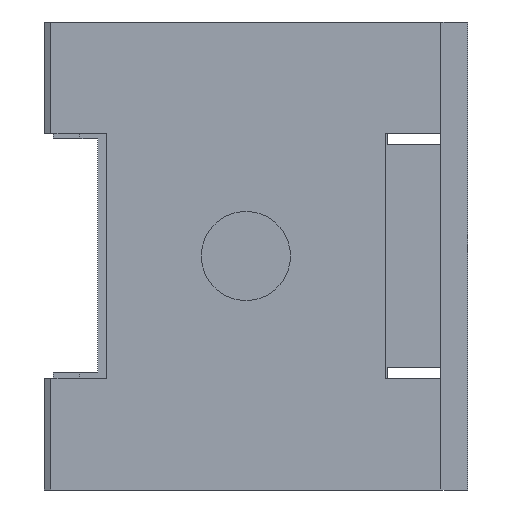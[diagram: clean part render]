
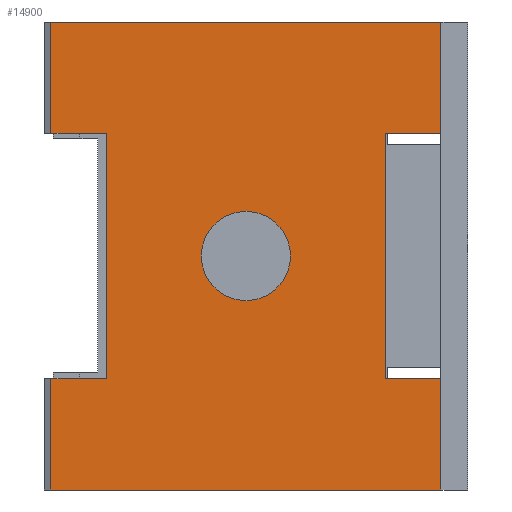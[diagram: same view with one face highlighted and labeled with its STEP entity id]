
A CAD part, front view. The second image highlights one B-rep face of the part: STEP entity #14900.
In plain terms, the highlighted planar face has unit normal (0, -1, 0).
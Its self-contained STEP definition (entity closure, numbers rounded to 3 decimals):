
#280=CARTESIAN_POINT('',(316.803,194.041,0.));
#290=VERTEX_POINT('',#280);
#320=CARTESIAN_POINT('',(301.303,194.041,0.));
#330=DIRECTION('',(1.,0.,0.));
#340=VECTOR('',#330,1.);
#350=LINE('',#320,#340);
#360=CARTESIAN_POINT('',(299.303,194.041,0.));
#370=VERTEX_POINT('',#360);
#380=EDGE_CURVE('',#370,#290,#350,.T.);
#2460=CARTESIAN_POINT('',(299.303,194.041,-5.));
#2470=VERTEX_POINT('',#2460);
#2590=CARTESIAN_POINT('',(299.303,194.041,0.));
#2600=DIRECTION('',(0.,0.,1.));
#2610=VECTOR('',#2600,1.);
#2620=LINE('',#2590,#2610);
#2630=EDGE_CURVE('',#2470,#370,#2620,.T.);
#4520=CARTESIAN_POINT('',(314.303,194.041,-16.));
#4530=VERTEX_POINT('',#4520);
#4560=CARTESIAN_POINT('',(314.303,194.041,0.));
#4570=DIRECTION('',(0.,0.,-1.));
#4580=VECTOR('',#4570,1.);
#4590=LINE('',#4560,#4580);
#4600=CARTESIAN_POINT('',(314.303,194.041,-5.));
#4610=VERTEX_POINT('',#4600);
#4620=EDGE_CURVE('',#4610,#4530,#4590,.T.);
#5370=CARTESIAN_POINT('',(301.803,194.041,-5.));
#5380=VERTEX_POINT('',#5370);
#5410=CARTESIAN_POINT('',(301.803,194.041,0.));
#5420=DIRECTION('',(0.,0.,1.));
#5430=VECTOR('',#5420,1.);
#5440=LINE('',#5410,#5430);
#5450=CARTESIAN_POINT('',(301.803,194.041,-16.));
#5460=VERTEX_POINT('',#5450);
#5470=EDGE_CURVE('',#5460,#5380,#5440,.T.);
#11460=CARTESIAN_POINT('',(316.803,194.041,0.));
#11470=DIRECTION('',(0.,0.,1.));
#11480=VECTOR('',#11470,1.);
#11490=LINE('',#11460,#11480);
#11500=CARTESIAN_POINT('',(316.803,194.041,-5.));
#11510=VERTEX_POINT('',#11500);
#11520=EDGE_CURVE('',#11510,#290,#11490,.T.);
#11870=CARTESIAN_POINT('',(0.,194.041,-5.));
#11880=DIRECTION('',(1.,0.,0.));
#11890=VECTOR('',#11880,1.);
#11900=LINE('',#11870,#11890);
#11910=EDGE_CURVE('',#2470,#5380,#11900,.T.);
#13460=CARTESIAN_POINT('',(0.,194.041,-16.));
#13470=DIRECTION('',(-1.,0.,0.));
#13480=VECTOR('',#13470,1.);
#13490=LINE('',#13460,#13480);
#13500=CARTESIAN_POINT('',(299.303,194.041,-16.));
#13510=VERTEX_POINT('',#13500);
#13520=EDGE_CURVE('',#5460,#13510,#13490,.T.);
#14250=CARTESIAN_POINT('',(301.303,194.041,0.));
#14260=DIRECTION('',(-0.,-1.,-0.));
#14270=DIRECTION('',(-1.,0.,0.));
#14280=AXIS2_PLACEMENT_3D('',#14250,#14260,#14270);
#14290=PLANE('',#14280);
#14300=CARTESIAN_POINT('',(308.053,194.041,-10.5));
#14310=DIRECTION('',(0.,-1.,0.));
#14320=DIRECTION('',(1.,0.,0.));
#14330=AXIS2_PLACEMENT_3D('',#14300,#14310,#14320);
#14340=CIRCLE('',#14330,1.75);
#14350=CARTESIAN_POINT('',(309.803,194.041,-10.5));
#14360=VERTEX_POINT('',#14350);
#14370=CARTESIAN_POINT('',(306.303,194.041,-10.5));
#14380=VERTEX_POINT('',#14370);
#14390=EDGE_CURVE('',#14360,#14380,#14340,.T.);
#14400=ORIENTED_EDGE('',*,*,#14390,.F.);
#14410=EDGE_CURVE('',#14380,#14360,#14340,.T.);
#14420=ORIENTED_EDGE('',*,*,#14410,.F.);
#14430=EDGE_LOOP('',(#14420,#14400));
#14440=FACE_BOUND('',#14430,.T.);
#14450=ORIENTED_EDGE('',*,*,#13520,.T.);
#14460=ORIENTED_EDGE('',*,*,#5470,.F.);
#14470=ORIENTED_EDGE('',*,*,#11910,.T.);
#14480=ORIENTED_EDGE('',*,*,#2630,.F.);
#14490=ORIENTED_EDGE('',*,*,#380,.F.);
#14500=ORIENTED_EDGE('',*,*,#11520,.T.);
#14510=CARTESIAN_POINT('',(0.,194.041,-5.));
#14520=DIRECTION('',(1.,0.,0.));
#14530=VECTOR('',#14520,1.);
#14540=LINE('',#14510,#14530);
#14550=EDGE_CURVE('',#4610,#11510,#14540,.T.);
#14560=ORIENTED_EDGE('',*,*,#14550,.T.);
#14570=ORIENTED_EDGE('',*,*,#4620,.F.);
#14580=CARTESIAN_POINT('',(0.,194.041,-16.));
#14590=DIRECTION('',(-1.,0.,0.));
#14600=VECTOR('',#14590,1.);
#14610=LINE('',#14580,#14600);
#14620=CARTESIAN_POINT('',(316.803,194.041,-16.));
#14630=VERTEX_POINT('',#14620);
#14640=EDGE_CURVE('',#14630,#4530,#14610,.T.);
#14650=ORIENTED_EDGE('',*,*,#14640,.T.);
#14660=CARTESIAN_POINT('',(316.803,194.041,0.));
#14670=DIRECTION('',(0.,0.,1.));
#14680=VECTOR('',#14670,1.);
#14690=LINE('',#14660,#14680);
#14700=CARTESIAN_POINT('',(316.803,194.041,-21.));
#14710=VERTEX_POINT('',#14700);
#14720=EDGE_CURVE('',#14710,#14630,#14690,.T.);
#14730=ORIENTED_EDGE('',*,*,#14720,.T.);
#14740=CARTESIAN_POINT('',(301.303,194.041,-21.));
#14750=DIRECTION('',(1.,0.,0.));
#14760=VECTOR('',#14750,1.);
#14770=LINE('',#14740,#14760);
#14780=CARTESIAN_POINT('',(299.303,194.041,-21.));
#14790=VERTEX_POINT('',#14780);
#14800=EDGE_CURVE('',#14790,#14710,#14770,.T.);
#14810=ORIENTED_EDGE('',*,*,#14800,.T.);
#14820=CARTESIAN_POINT('',(299.303,194.041,0.));
#14830=DIRECTION('',(0.,0.,1.));
#14840=VECTOR('',#14830,1.);
#14850=LINE('',#14820,#14840);
#14860=EDGE_CURVE('',#14790,#13510,#14850,.T.);
#14870=ORIENTED_EDGE('',*,*,#14860,.F.);
#14880=EDGE_LOOP('',(#14870,#14810,#14730,#14650,#14570,#14560,#14500,
#14490,#14480,#14470,#14460,#14450));
#14890=FACE_OUTER_BOUND('',#14880,.T.);
#14900=ADVANCED_FACE('',(#14440,#14890),#14290,.T.);
